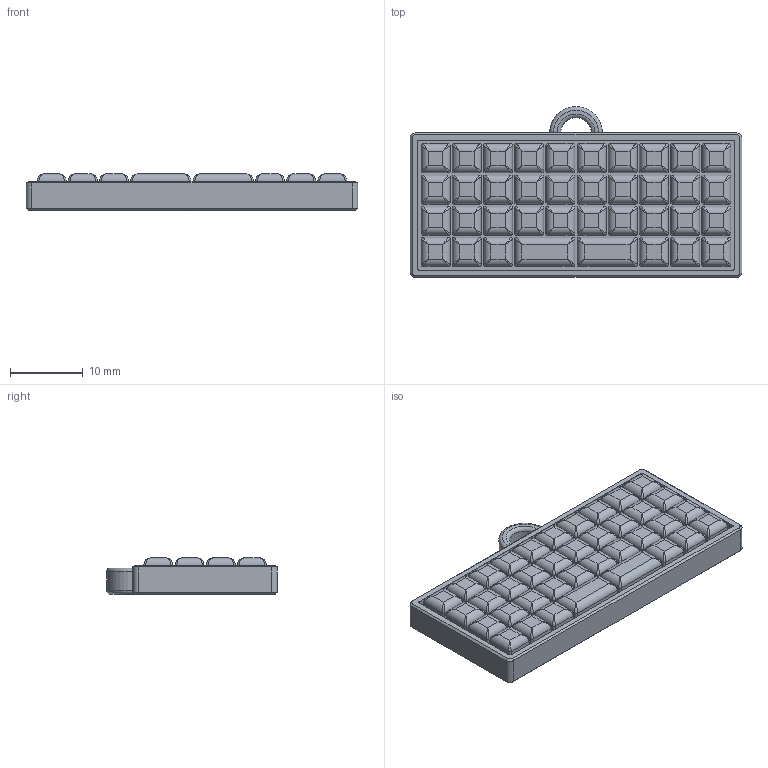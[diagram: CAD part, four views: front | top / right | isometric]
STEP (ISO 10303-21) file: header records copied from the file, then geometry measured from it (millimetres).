
FILE_DESCRIPTION(/* description */ ('STEP AP242','CAx-IF Rec.Pracs.---Representation and Presentation of Product Manufacturing Information (PMI)---4.0---2014-10-13','CAx-IF Rec.Pracs.---3D Tessellated Geometry---0.4---2014-09-14','2;1'),/* implementation_level */ '2;1');
FILE_NAME(/* name */ '68bf66c2f702e3acda8f4d4c',/* time_stamp */ '2025-09-08T23:29:07Z',/* author */ (''),/* organization */ (''),/* preprocessor_version */ 'ST-DEVELOPER v20',/* originating_system */ 'ONSHAPE BY PTC INC, 1.203',/* authorisation */ ' ');
FILE_SCHEMA (('AP242_MANAGED_MODEL_BASED_3D_ENGINEERING_MIM_LF { 1 0 10303 442 1 1 4 }'));
Length unit declared in the file: metre
Products named in the file (39): Part 29; Part 1; Part 28; Part 2; Part 27; Part 3; Part 26; Part 4; Part 25; Part 5; Part 24; Part 6; Part 23; Part 22; Part 7; Part 21; Part 8; Part 31; Part 38; Part 20; Part 9; Part 30; Part 37; Part 16; Part 19; Part 10; Part 32; Part 36; Part 14; Part 18; Part 11; Part 35; Part 15; Part 17; Part 12; Part 34; Part 13; case; Part 33
Bounding box: 45.7 x 23.52 x 5 mm (x, y, z)
Volume: 3913 mm3; surface area: 5443.8 mm2
Topology: 39 solids, 39 shells, 727 faces, 1627 edges, 826 vertices
Faces by surface type: cylinder 314, plane 249, bspline 152, cone 8, torus 4
Entity records: 21562 total; most frequent: CARTESIAN_POINT 5657, DIRECTION 3349, ORIENTED_EDGE 2950, EDGE_CURVE 1475, AXIS2_PLACEMENT_3D 1262, VERTEX_POINT 826, LINE 825, VECTOR 825
